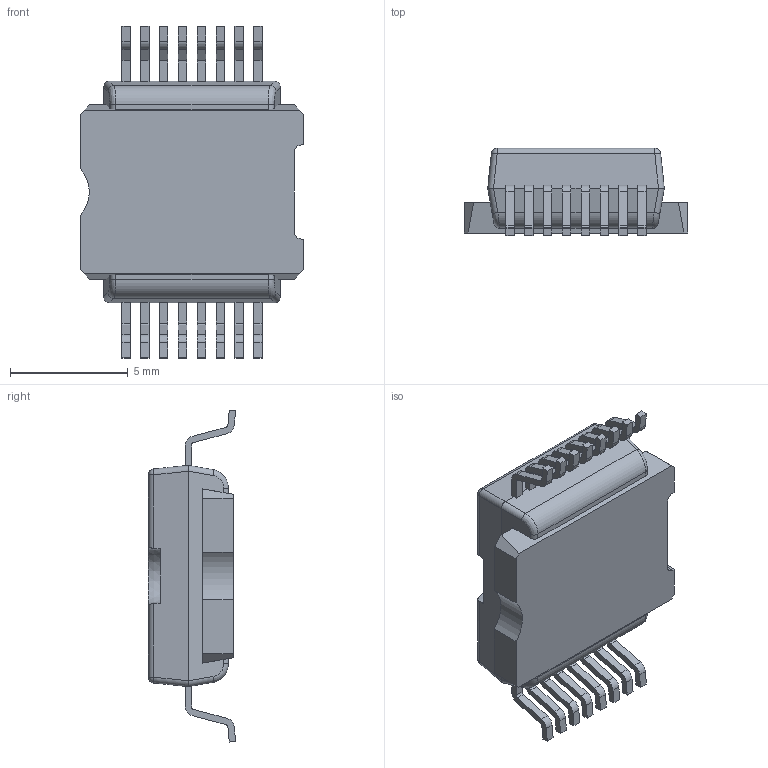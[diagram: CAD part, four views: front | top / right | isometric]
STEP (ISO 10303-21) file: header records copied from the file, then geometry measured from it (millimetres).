
FILE_DESCRIPTION (( 'STEP AP214' ), '1' );
FILE_NAME ('VND5E006ASPTR-E.STEP', '2017-12-14T23:17:56', ( '' ), ( '' ), 'SwSTEP 2.0', 'SolidWorks 2017', '' );
FILE_SCHEMA (( 'AUTOMOTIVE_DESIGN' ));
Length unit declared in the file: millimetre
Products named in the file (1): VND5E006ASPTR-E
Bounding box: 9.5 x 3.7 x 14.1 mm (x, y, z)
Volume: 258 mm3; surface area: 487.7 mm2
Topology: 18 solids, 18 shells, 309 faces, 795 edges, 520 vertices
Faces by surface type: plane 208, cylinder 90, sphere 4, bspline 4, cone 3
Entity records: 12015 total; most frequent: CARTESIAN_POINT 1777, ORIENTED_EDGE 1582, DIRECTION 1541, EDGE_CURVE 791, VECTOR 597, LINE 597, VERTEX_POINT 520, AXIS2_PLACEMENT_3D 472
